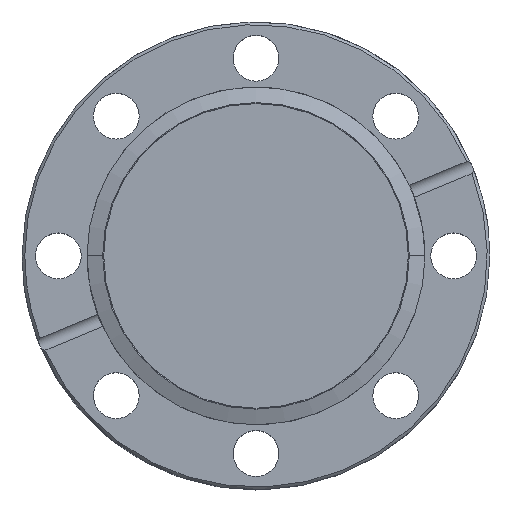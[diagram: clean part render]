
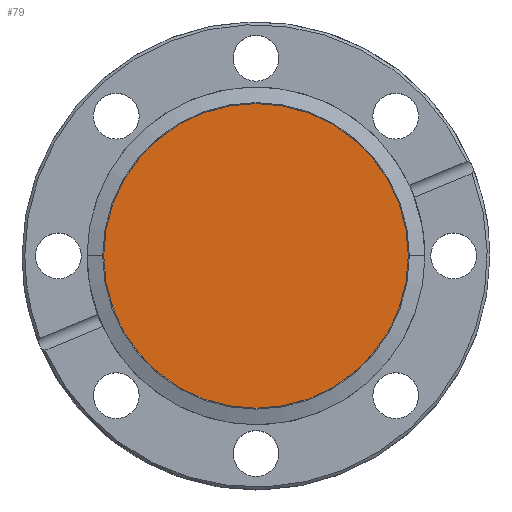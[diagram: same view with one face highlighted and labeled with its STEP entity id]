
A CAD part, top view. The second image highlights one B-rep face of the part: STEP entity #79.
In plain terms, the highlighted planar face has unit normal (0, 0, 1).
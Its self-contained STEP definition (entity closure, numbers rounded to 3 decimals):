
#13 = EDGE_LOOP ( 'NONE', ( #910, #395 ) ) ;
#60 = AXIS2_PLACEMENT_3D ( 'NONE', #914, #1130, #460 ) ;
#78 = EDGE_CURVE ( 'NONE', #434, #1093, #406, .T. ) ;
#79 = ADVANCED_FACE ( 'NONE', ( #1254 ), #338, .T. ) ;
#94 = CARTESIAN_POINT ( 'NONE',  ( 27.898, 0., -1.2 ) ) ;
#229 = CARTESIAN_POINT ( 'NONE',  ( 0., 0., -1.2 ) ) ;
#268 = CARTESIAN_POINT ( 'NONE',  ( -27.898, 0., -1.2 ) ) ;
#338 = PLANE ( 'NONE',  #60 ) ;
#343 = DIRECTION ( 'NONE',  ( 1., 0., 0. ) ) ;
#395 = ORIENTED_EDGE ( 'NONE', *, *, #746, .T. ) ;
#406 = CIRCLE ( 'NONE', #1084, 27.898 ) ;
#434 = VERTEX_POINT ( 'NONE', #94 ) ;
#460 = DIRECTION ( 'NONE',  ( 1., 0., 0. ) ) ;
#665 = DIRECTION ( 'NONE',  ( 0., 0., 1. ) ) ;
#746 = EDGE_CURVE ( 'NONE', #1093, #434, #1293, .T. ) ;
#910 = ORIENTED_EDGE ( 'NONE', *, *, #78, .T. ) ;
#914 = CARTESIAN_POINT ( 'NONE',  ( 0., 0., -1.2 ) ) ;
#1005 = AXIS2_PLACEMENT_3D ( 'NONE', #1300, #665, #1402 ) ;
#1022 = DIRECTION ( 'NONE',  ( 0., 0., 1. ) ) ;
#1084 = AXIS2_PLACEMENT_3D ( 'NONE', #229, #1022, #343 ) ;
#1093 = VERTEX_POINT ( 'NONE', #268 ) ;
#1130 = DIRECTION ( 'NONE',  ( 0., 0., 1. ) ) ;
#1254 = FACE_OUTER_BOUND ( 'NONE', #13, .T. ) ;
#1293 = CIRCLE ( 'NONE', #1005, 27.898 ) ;
#1300 = CARTESIAN_POINT ( 'NONE',  ( 0., 0., -1.2 ) ) ;
#1402 = DIRECTION ( 'NONE',  ( 1., 0., 0. ) ) ;
